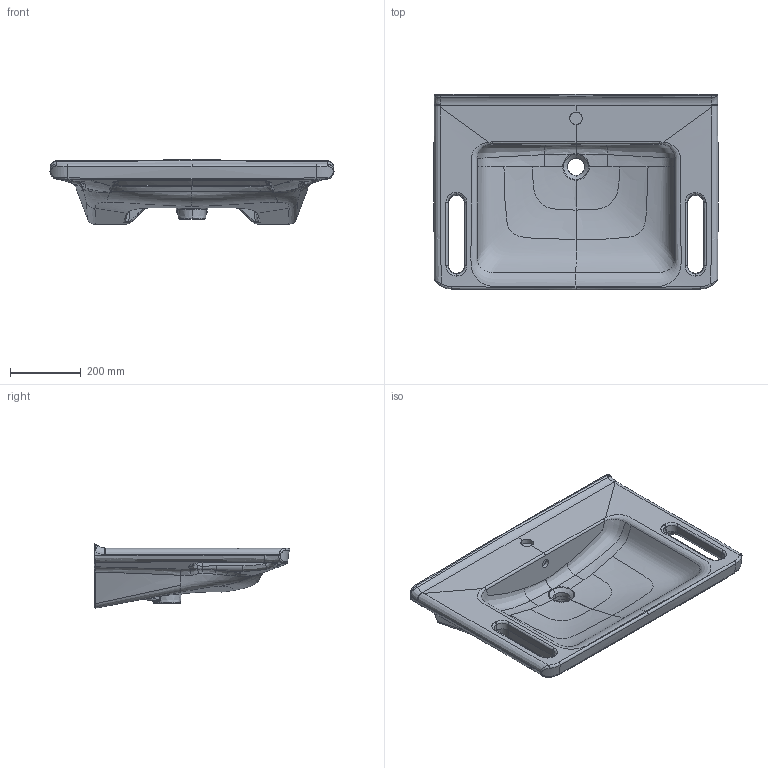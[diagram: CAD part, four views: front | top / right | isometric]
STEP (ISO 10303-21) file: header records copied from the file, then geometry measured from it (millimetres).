
FILE_DESCRIPTION(/* description */ (''),/* implementation_level */ '2;1');
FILE_NAME(/* name */ 'E00033914_000_1-03_PRT_W4A6880_ViCare_WT80_communication_model.stp',/* time_stamp */ '2023-08-24T14:22:01+02:00',/* author */ (''),/* organization */ (''),/* preprocessor_version */ 'ST-DEVELOPER v18.1',/* originating_system */ 'SIEMENS PLM Software NX 1973',/* authorisation */ '');
FILE_SCHEMA (('AUTOMOTIVE_DESIGN { 1 0 10303 214 3 1 1 1 }'));
Products named in the file (1): E00033914_000_1-03_PRT_W4A6880_ViCare_WT80_communication_model
Bounding box: 801.99 x 551.51 x 181.2 mm (x, y, z)
Volume: 22859519.2 mm3; surface area: 1235238.2 mm2
Topology: 1 solids, 1 shells, 368 faces, 2566 edges, 3803 vertices
Faces by surface type: bspline 280, cylinder 42, plane 32, sphere 8, extrusion 4, revolution 2
Full cylindrical faces by diameter (mm): 25 x1, 35 x1
Entity records: 55868 total; most frequent: CARTESIAN_POINT 36595, DIRECTION 2150, ORIENTED_EDGE 1834, VECTOR 1640, LINE 1636, STYLED_ITEM 1627, PRESENTATION_STYLE_ASSIGNMENT 1627, CURVE_STYLE 1625
